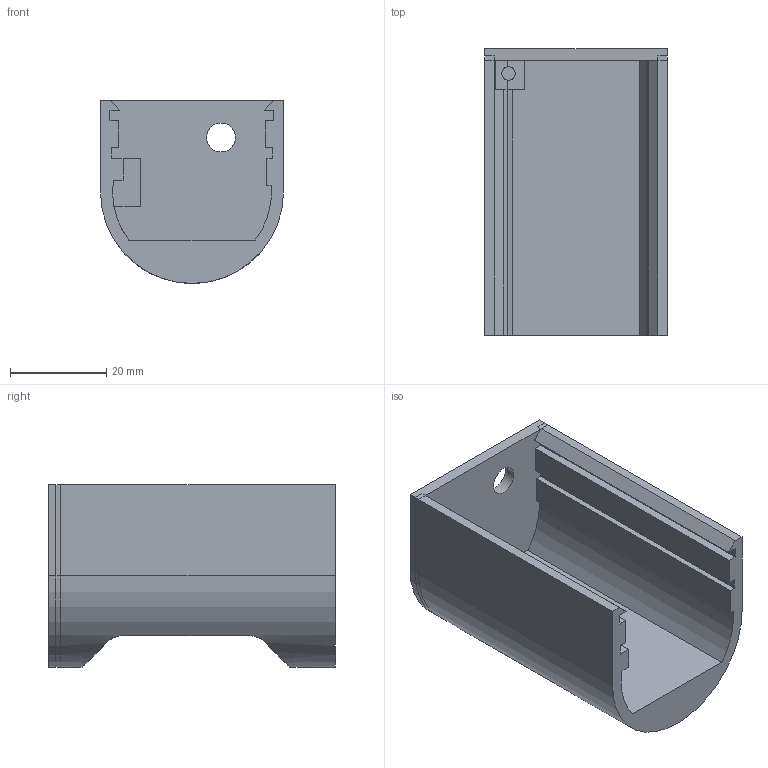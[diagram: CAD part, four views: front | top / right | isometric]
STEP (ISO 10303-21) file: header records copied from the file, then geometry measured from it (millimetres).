
FILE_DESCRIPTION(('FreeCAD Model'),'2;1');
FILE_NAME('Open CASCADE Shape Model','2024-06-11T22:58:19',(''),(''), 'Open CASCADE STEP processor 7.6','FreeCAD','Unknown');
FILE_SCHEMA(('AUTOMOTIVE_DESIGN { 1 0 10303 214 1 1 1 1 }'));
Length unit declared in the file: millimetre
Products named in the file (1): Fusion001
Bounding box: 38 x 59.5 x 37.97 mm (x, y, z)
Volume: 20469.6 mm3; surface area: 14683.5 mm2
Topology: 1 solids, 1 shells, 60 faces, 155 edges, 98 vertices
Faces by surface type: plane 51, cylinder 9
Full cylindrical faces by diameter (mm): 2.8 x1, 6 x1
Entity records: 1906 total; most frequent: CARTESIAN_POINT 414, ORIENTED_EDGE 310, DIRECTION 290, EDGE_CURVE 155, LINE 134, VECTOR 134, VERTEX_POINT 98, AXIS2_PLACEMENT_3D 78
